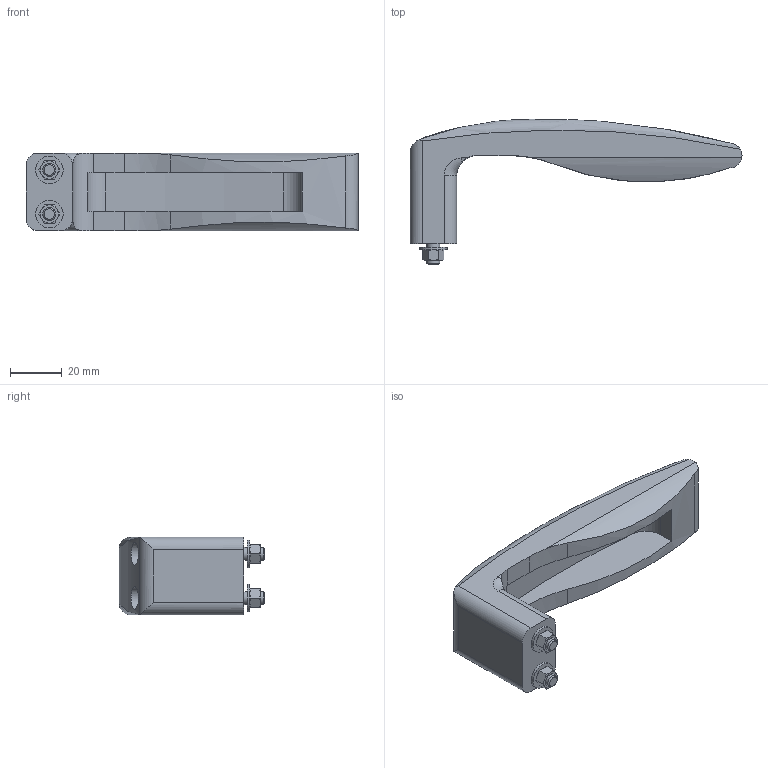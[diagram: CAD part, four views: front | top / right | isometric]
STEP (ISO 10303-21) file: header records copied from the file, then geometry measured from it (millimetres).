
FILE_DESCRIPTION( ( 'STEP AP214' ), '1' );
FILE_NAME( 'K0237.12805.stp', '2020-11-26T12:59:19', ( '' ), ( '' ), ' ', 'PARTsolutions', ' ' );
FILE_SCHEMA( ( 'AUTOMOTIVE_DESIGN { 1 0 10303 214 1 1 1 1 }' ) );
Length unit declared in the file: millimetre
Products named in the file (1): _K0237.12805
Bounding box: 128 x 56 x 30 mm (x, y, z)
Volume: 61641.7 mm3; surface area: 17294.4 mm2
Topology: 1 solids, 1 shells, 118 faces, 303 edges, 197 vertices
Faces by surface type: plane 58, cylinder 28, cone 28, torus 4
Full cylindrical faces by diameter (mm): 5 x4, 8.65 x2, 10.63 x2
Entity records: 4844 total; most frequent: CARTESIAN_POINT 1151, ORIENTED_EDGE 572, DIRECTION 538, EDGE_CURVE 286, AXIS2_PLACEMENT_3D 205, VERTEX_POINT 194, EDGE_LOOP 140, LINE 128
